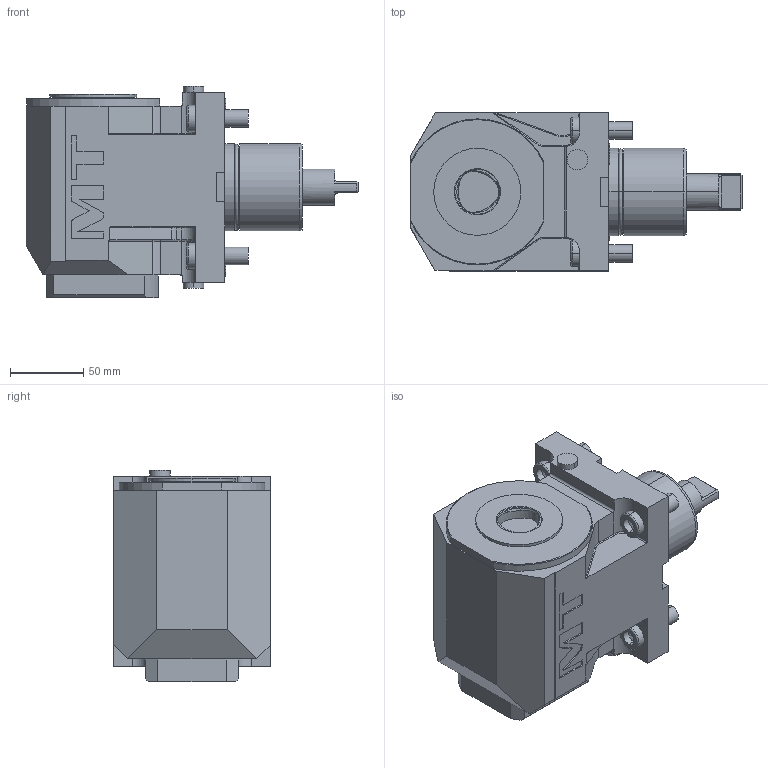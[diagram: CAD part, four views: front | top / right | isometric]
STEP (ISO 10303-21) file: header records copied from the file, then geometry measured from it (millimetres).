
FILE_DESCRIPTION((''),'2;1');
FILE_NAME('MNL0520240_CONF','2023-02-13T15:49:46',('sterribile'),('M.T. srl'),'CREO PARAMETRIC BY PTC INC, 2021072','CREO PARAMETRIC BY PTC INC, 2021072','');
FILE_SCHEMA(('CONFIG_CONTROL_DESIGN'));
Length unit declared in the file: millimetre
Products named in the file (1): MNL0520240_CONF
Bounding box: 227 x 108 x 144.5 mm (x, y, z)
Volume: 1846010.6 mm3; surface area: 121585.6 mm2
Topology: 1 solids, 1 shells, 317 faces, 800 edges, 514 vertices
Faces by surface type: plane 166, cylinder 94, torus 28, cone 19, bspline 6, extrusion 4
Entity records: 10956 total; most frequent: CARTESIAN_POINT 3238, ORIENTED_EDGE 1600, DIRECTION 1592, EDGE_CURVE 800, AXIS2_PLACEMENT_3D 556, VERTEX_POINT 514, VECTOR 480, LINE 476
